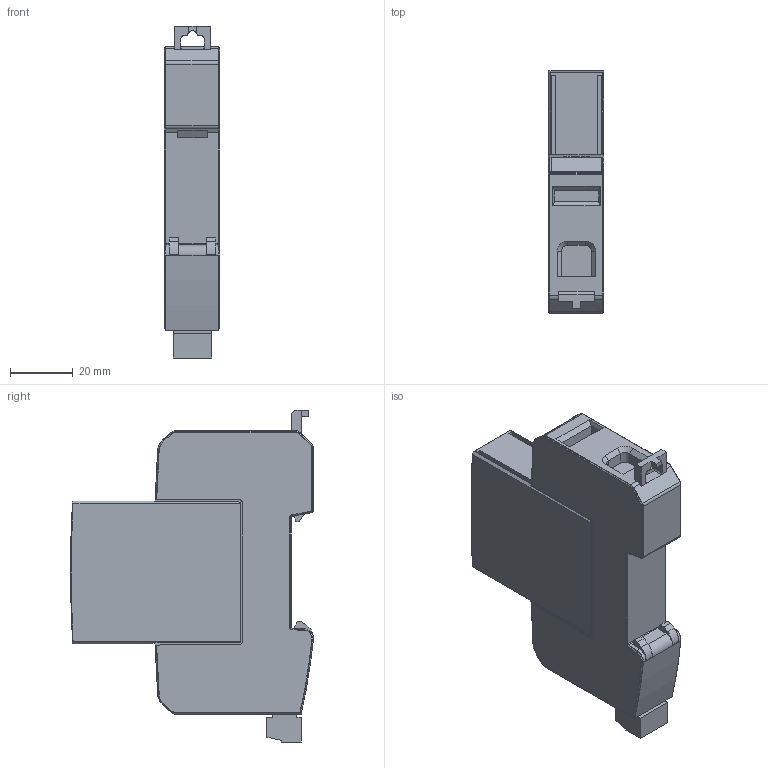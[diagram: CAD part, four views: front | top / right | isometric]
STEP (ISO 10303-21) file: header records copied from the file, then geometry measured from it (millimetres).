
FILE_DESCRIPTION((''),'2;1');
FILE_NAME('002440654_ETITEC_CM_T23_2P_ASM','2023-08-18T09:18:18',('klemen.sitar'),('Audax d.o.o.'),'CREO PARAMETRIC BY PTC INC, 2021304','CREO PARAMETRIC BY PTC INC, 2021304','');
FILE_SCHEMA(('AP242_MANAGED_MODEL_BASED_3D_ENGINEERING_MIM_LF { 1 0 10303 442 1 1 4 }'));
Length unit declared in the file: millimetre
Products named in the file (24): T2CML_1_1_SOLID_18_1_1; T2CML_1_1_SOLID_18_1_1_2_1; T2CML_1_1_SOLID_18_1_1_2_3_1; T2CML_1_1_SOLID_18_1_1_2_3_4_5_; PRT0002_1_1; PRT0002_1_2; PRT0002_1_ASM; 89_SCREW_1_1; ASM0002_ASM_1_ASM_1_ASM; TYPE_1___FI-5_25MM_ASM_1_ASM; PRT0001_1_1; ASM0001_ASM_1_ASM_1_ASM; TYPE_1___FI-7_09MM_ASM_1_ASM; PART1_1_1; PART1_1_2; PART1_1_3; PART1_1_ASM; LOGO_ASM_1_ASM; ETI_LOGO_6_6X3_5MM_-_WITH_BORDE_ASM; PRT0001_1_1_1_1_1; TYPE_1___FI-10_00MM_ASM_1_ASM_1_ASM; TYPE_1___FI-2_80MM_ASM_1_ASM; T2CML_1_1_SOLID_18_1_1_1_1; 002440654_ETITEC_CM_T23_2P_ASM
Assembly tree (26 placements, depth 5):
  002440654_ETITEC_CM_T23_2P_ASM
    T2CML_1_1_SOLID_18_1_1
    T2CML_1_1_SOLID_18_1_1_2_1
    T2CML_1_1_SOLID_18_1_1_2_3_1
    T2CML_1_1_SOLID_18_1_1_2_3_4_5_
    PRT0002_1_ASM
      PRT0002_1_1
      PRT0002_1_2
    TYPE_1___FI-5_25MM_ASM_1_ASM  x2
      ASM0002_ASM_1_ASM_1_ASM
        89_SCREW_1_1
    TYPE_1___FI-7_09MM_ASM_1_ASM
      ASM0001_ASM_1_ASM_1_ASM
        PRT0001_1_1
    ETI_LOGO_6_6X3_5MM_-_WITH_BORDE_ASM
      LOGO_ASM_1_ASM
        PART1_1_ASM
          PART1_1_1
          PART1_1_2
          PART1_1_3
    TYPE_1___FI-2_80MM_ASM_1_ASM  x3
      TYPE_1___FI-10_00MM_ASM_1_ASM_1_ASM
        PRT0001_1_1_1_1_1
    T2CML_1_1_SOLID_18_1_1_1_1
Bounding box: 17.7 x 77.13 x 105.4 mm (x, y, z)
Volume: 93972.1 mm3; surface area: 23319.1 mm2
Topology: 16 solids, 16 shells, 861 faces, 2264 edges, 1445 vertices
Faces by surface type: plane 466, cylinder 201, cone 74, torus 56, sphere 32, bspline 31, extrusion 1
Entity records: 34071 total; most frequent: CARTESIAN_POINT 6788, DIRECTION 3783, ORIENTED_EDGE 3702, PRESENTATION_STYLE_ASSIGNMENT 2011, STYLED_ITEM 1979, CURVE_STYLE 1925, EDGE_CURVE 1851, AXIS2_PLACEMENT_3D 1303
